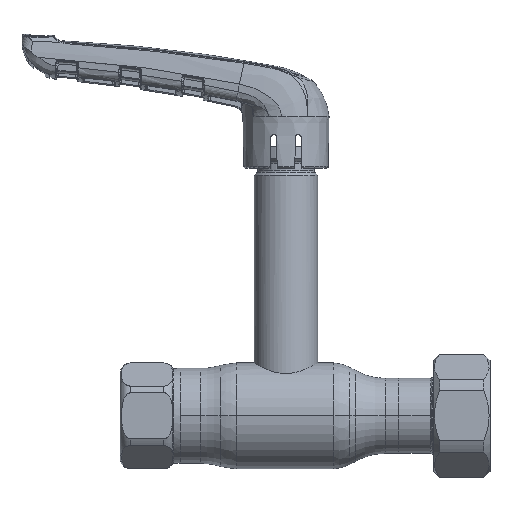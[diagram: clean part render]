
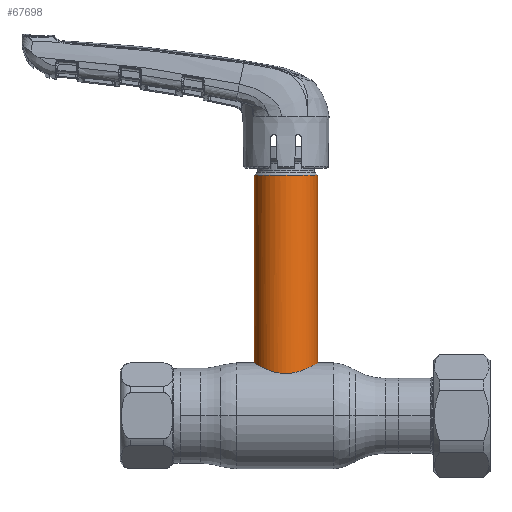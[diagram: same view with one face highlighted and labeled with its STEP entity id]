
A CAD part, top view. The second image highlights one B-rep face of the part: STEP entity #67698.
In plain terms, the highlighted cylindrical face has radius 9 mm (diameter 18 mm), a partial arc.
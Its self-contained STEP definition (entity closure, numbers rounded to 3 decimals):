
#385 = ORIENTED_EDGE ( 'NONE', *, *, #16497, .T. ) ;
#2512 = CARTESIAN_POINT ( 'NONE',  ( -9., 15., 0.608 ) ) ;
#3216 = CARTESIAN_POINT ( 'NONE',  ( -2.949, 12.354, 8.508 ) ) ;
#3898 = CARTESIAN_POINT ( 'NONE',  ( 5.945, 13.387, 6.781 ) ) ;
#4875 = DIRECTION ( 'NONE',  ( 0., -1., 0. ) ) ;
#6360 = CIRCLE ( 'NONE', #45209, 9. ) ;
#8580 = CARTESIAN_POINT ( 'NONE',  ( 7.616, 14.212, 4.805 ) ) ;
#8792 = CARTESIAN_POINT ( 'NONE',  ( -5.498, 13.192, 7.149 ) ) ;
#8850 = EDGE_CURVE ( 'NONE', #39832, #9995, #40674, .T. ) ;
#9995 = VERTEX_POINT ( 'NONE', #62719 ) ;
#12394 = VECTOR ( 'NONE', #47460, 1000. ) ;
#13171 = CARTESIAN_POINT ( 'NONE',  ( -8.939, 14.963, 1.206 ) ) ;
#13872 = CARTESIAN_POINT ( 'NONE',  ( 8.521, 14.717, 2.956 ) ) ;
#14335 = CARTESIAN_POINT ( 'NONE',  ( -7.126, 13.954, 5.528 ) ) ;
#15076 = DIRECTION ( 'NONE',  ( 1., 0., 0. ) ) ;
#16497 = EDGE_CURVE ( 'NONE', #9995, #55822, #49345, .T. ) ;
#18261 = CYLINDRICAL_SURFACE ( 'NONE', #28290, 9. ) ;
#18757 = DIRECTION ( 'NONE',  ( 0., -1., 0. ) ) ;
#18958 = CARTESIAN_POINT ( 'NONE',  ( -8.405, 14.65, 3.231 ) ) ;
#19185 = CARTESIAN_POINT ( 'NONE',  ( 8.697, 14.82, 2.391 ) ) ;
#19410 = CARTESIAN_POINT ( 'NONE',  ( -2.382, 12.231, 8.684 ) ) ;
#19648 = CARTESIAN_POINT ( 'NONE',  ( -1.51, 12.091, 8.877 ) ) ;
#20111 = CARTESIAN_POINT ( 'NONE',  ( 6.765, 13.771, 5.964 ) ) ;
#21423 = CARTESIAN_POINT ( 'NONE',  ( 9., 68.119, 0. ) ) ;
#23090 = VERTEX_POINT ( 'NONE', #21423 ) ;
#24090 = CARTESIAN_POINT ( 'NONE',  ( -9., 15., 0. ) ) ;
#24317 = CARTESIAN_POINT ( 'NONE',  ( -8.176, 14.52, 3.774 ) ) ;
#24540 = CARTESIAN_POINT ( 'NONE',  ( 8.922, 14.954, 1.217 ) ) ;
#24777 = CARTESIAN_POINT ( 'NONE',  ( 4.548, 12.825, 7.788 ) ) ;
#25014 = CARTESIAN_POINT ( 'NONE',  ( -6.76, 13.768, 5.969 ) ) ;
#28290 = AXIS2_PLACEMENT_3D ( 'NONE', #29711, #18757, #51598 ) ;
#29448 = CARTESIAN_POINT ( 'NONE',  ( -8.685, 14.813, 2.381 ) ) ;
#29711 = CARTESIAN_POINT ( 'NONE',  ( 0., 0., 0. ) ) ;
#29898 = CARTESIAN_POINT ( 'NONE',  ( 5.503, 13.194, 7.145 ) ) ;
#30143 = CARTESIAN_POINT ( 'NONE',  ( -7.616, 14.212, 4.805 ) ) ;
#30375 = CARTESIAN_POINT ( 'NONE',  ( 2.944, 12.353, 8.51 ) ) ;
#31297 = CARTESIAN_POINT ( 'NONE',  ( 9., 0., 0. ) ) ;
#34433 = EDGE_CURVE ( 'NONE', #23090, #39832, #6360, .T. ) ;
#35221 = CARTESIAN_POINT ( 'NONE',  ( 9., 15., 0.305 ) ) ;
#35679 = CARTESIAN_POINT ( 'NONE',  ( -5.947, 13.388, 6.78 ) ) ;
#35910 = CARTESIAN_POINT ( 'NONE',  ( -0.61, 12.012, 8.984 ) ) ;
#39832 = VERTEX_POINT ( 'NONE', #42230 ) ;
#40379 = CARTESIAN_POINT ( 'NONE',  ( 1.2, 12.046, 8.94 ) ) ;
#40674 = LINE ( 'NONE', #52399, #12394 ) ;
#40706 = FACE_OUTER_BOUND ( 'NONE', #67585, .T. ) ;
#40842 = CARTESIAN_POINT ( 'NONE',  ( 7.131, 13.956, 5.521 ) ) ;
#42230 = CARTESIAN_POINT ( 'NONE',  ( -9., 68.119, 0. ) ) ;
#44150 = EDGE_CURVE ( 'NONE', #23090, #55822, #51568, .T. ) ;
#45209 = AXIS2_PLACEMENT_3D ( 'NONE', #57690, #4875, #15076 ) ;
#45747 = CARTESIAN_POINT ( 'NONE',  ( -3.229, 12.424, 8.406 ) ) ;
#45982 = CARTESIAN_POINT ( 'NONE',  ( 2.086, 12.177, 8.76 ) ) ;
#46630 = ORIENTED_EDGE ( 'NONE', *, *, #34433, .T. ) ;
#46658 = CARTESIAN_POINT ( 'NONE',  ( 7.766, 14.294, 4.557 ) ) ;
#47329 = DIRECTION ( 'NONE',  ( 0., -1., 0. ) ) ;
#47460 = DIRECTION ( 'NONE',  ( 0., -1., 0. ) ) ;
#47648 = ORIENTED_EDGE ( 'NONE', *, *, #44150, .F. ) ;
#49345 = B_SPLINE_CURVE_WITH_KNOTS ( 'NONE', 3,
 ( #24090, #2512, #13171, #55766, #29448, #50838, #18958, #24317, #61551, #62008, #30143, #14335, #25014, #35679, #8792, #51811, #51556, #45747, #3216, #19410, #56475, #19648, #51322, #35910, #51078, #52038, #40379, #45982, #56711, #30375, #62464, #67824, #24777, #29898, #3898, #20111, #40842, #8580, #46658, #57392, #67361, #13872, #19185, #66892, #24540, #56943, #35221, #61772 ),
 .UNSPECIFIED., .F., .F.,
 ( 4, 2, 2, 2, 2, 2, 2, 2, 2, 2, 2, 2, 2, 2, 2, 2, 2, 2, 2, 2, 2, 2, 2, 4 ),
 ( 0.029, 0.031, 0.032, 0.032, 0.033, 0.034, 0.036, 0.038, 0.04, 0.041, 0.041, 0.042, 0.043, 0.045, 0.046, 0.047, 0.049, 0.05, 0.052, 0.053, 0.054, 0.056, 0.057, 0.058 ),
 .UNSPECIFIED. ) ;
#50838 = CARTESIAN_POINT ( 'NONE',  ( -8.507, 14.709, 2.953 ) ) ;
#51078 = CARTESIAN_POINT ( 'NONE',  ( -0.304, 12., 9. ) ) ;
#51322 = CARTESIAN_POINT ( 'NONE',  ( -1.213, 12.057, 8.923 ) ) ;
#51556 = CARTESIAN_POINT ( 'NONE',  ( -4.04, 12.651, 8.063 ) ) ;
#51568 = LINE ( 'NONE', #31297, #59902 ) ;
#51598 = DIRECTION ( 'NONE',  ( 1., 0., 0. ) ) ;
#51811 = CARTESIAN_POINT ( 'NONE',  ( -4.546, 12.825, 7.789 ) ) ;
#52038 = CARTESIAN_POINT ( 'NONE',  ( 0.603, 12., 9. ) ) ;
#52399 = CARTESIAN_POINT ( 'NONE',  ( -9., 0., 0. ) ) ;
#55766 = CARTESIAN_POINT ( 'NONE',  ( -8.76, 14.857, 2.088 ) ) ;
#55822 = VERTEX_POINT ( 'NONE', #60774 ) ;
#56372 = ORIENTED_EDGE ( 'NONE', *, *, #8850, .T. ) ;
#56475 = CARTESIAN_POINT ( 'NONE',  ( -2.095, 12.178, 8.758 ) ) ;
#56711 = CARTESIAN_POINT ( 'NONE',  ( 2.378, 12.23, 8.685 ) ) ;
#56943 = CARTESIAN_POINT ( 'NONE',  ( 8.984, 14.991, 0.612 ) ) ;
#57392 = CARTESIAN_POINT ( 'NONE',  ( 8.046, 14.447, 4.043 ) ) ;
#57690 = CARTESIAN_POINT ( 'NONE',  ( 0., 68.119, 0. ) ) ;
#59902 = VECTOR ( 'NONE', #47329, 1000. ) ;
#60774 = CARTESIAN_POINT ( 'NONE',  ( 9., 15., 0. ) ) ;
#61551 = CARTESIAN_POINT ( 'NONE',  ( -8.048, 14.449, 4.038 ) ) ;
#61772 = CARTESIAN_POINT ( 'NONE',  ( 9., 15., 0. ) ) ;
#62008 = CARTESIAN_POINT ( 'NONE',  ( -7.769, 14.295, 4.553 ) ) ;
#62464 = CARTESIAN_POINT ( 'NONE',  ( 3.22, 12.422, 8.409 ) ) ;
#62719 = CARTESIAN_POINT ( 'NONE',  ( -9., 15., 0. ) ) ;
#66892 = CARTESIAN_POINT ( 'NONE',  ( 8.877, 14.926, 1.514 ) ) ;
#67361 = CARTESIAN_POINT ( 'NONE',  ( 8.175, 14.52, 3.775 ) ) ;
#67585 = EDGE_LOOP ( 'NONE', ( #46630, #56372, #385, #47648 ) ) ;
#67698 = ADVANCED_FACE ( 'NONE', ( #40706 ), #18261, .T. ) ;
#67824 = CARTESIAN_POINT ( 'NONE',  ( 4.031, 12.648, 8.068 ) ) ;
